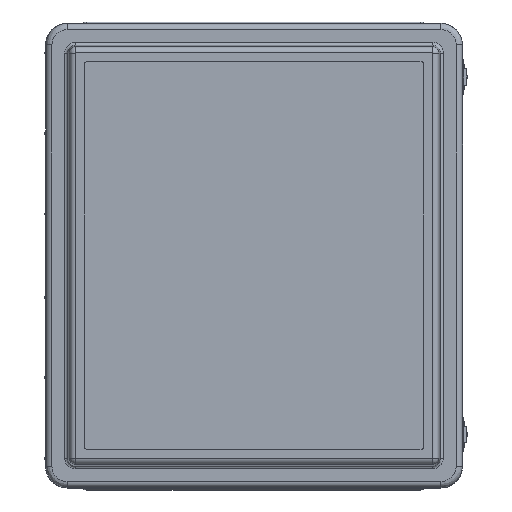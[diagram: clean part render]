
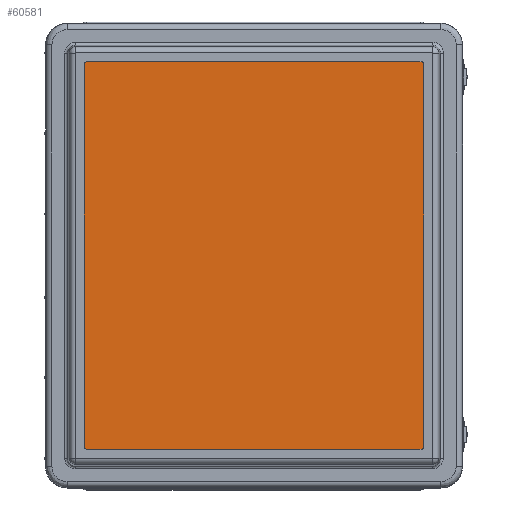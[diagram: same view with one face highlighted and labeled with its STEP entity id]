
A CAD part, top view. The second image highlights one B-rep face of the part: STEP entity #60581.
In plain terms, the highlighted planar face has unit normal (0, 0, 1).
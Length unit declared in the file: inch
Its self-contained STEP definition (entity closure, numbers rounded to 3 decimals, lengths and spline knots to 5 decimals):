
#749 = CARTESIAN_POINT ( 'NONE',  ( 7.14037, -8., 2.07939 ) ) ;
#2509 = DIRECTION ( 'NONE',  ( 0., 0., -1. ) ) ;
#3098 = CIRCLE ( 'NONE', #14247, 0.125 ) ;
#7023 = VECTOR ( 'NONE', #78901, 39.37008 ) ;
#8985 = ORIENTED_EDGE ( 'NONE', *, *, #53017, .F. ) ;
#11372 = VERTEX_POINT ( 'NONE', #76537 ) ;
#11687 = EDGE_CURVE ( 'NONE', #55390, #57022, #63203, .T. ) ;
#12198 = DIRECTION ( 'NONE',  ( -1., 0., 0. ) ) ;
#13493 = VECTOR ( 'NONE', #13604, 39.37008 ) ;
#13572 = AXIS2_PLACEMENT_3D ( 'NONE', #69601, #63941, #33077 ) ;
#13604 = DIRECTION ( 'NONE',  ( 0., -1., 0. ) ) ;
#14173 = DIRECTION ( 'NONE',  ( 0., 1., 0. ) ) ;
#14247 = AXIS2_PLACEMENT_3D ( 'NONE', #74645, #55313, #36860 ) ;
#17140 = LINE ( 'NONE', #59822, #77434 ) ;
#20574 = PLANE ( 'NONE',  #13572 ) ;
#20671 = ORIENTED_EDGE ( 'NONE', *, *, #65992, .F. ) ;
#24771 = ORIENTED_EDGE ( 'NONE', *, *, #11687, .F. ) ;
#25699 = VERTEX_POINT ( 'NONE', #75484 ) ;
#27855 = CARTESIAN_POINT ( 'NONE',  ( 7.01537, -8.125, 2.07939 ) ) ;
#29794 = DIRECTION ( 'NONE',  ( 0., 0., -1. ) ) ;
#29877 = CARTESIAN_POINT ( 'NONE',  ( 7.14037, -8., 2.07939 ) ) ;
#30642 = AXIS2_PLACEMENT_3D ( 'NONE', #59387, #59656, #77661 ) ;
#32395 = LINE ( 'NONE', #50526, #38227 ) ;
#32832 = LINE ( 'NONE', #35990, #7023 ) ;
#33077 = DIRECTION ( 'NONE',  ( 1., 0., 0. ) ) ;
#33753 = EDGE_CURVE ( 'NONE', #38377, #55390, #32832, .T. ) ;
#34899 = DIRECTION ( 'NONE',  ( -1., 0., 0. ) ) ;
#35990 = CARTESIAN_POINT ( 'NONE',  ( 7.01537, 8.125, 2.07939 ) ) ;
#36860 = DIRECTION ( 'NONE',  ( -1., 0., 0. ) ) ;
#38227 = VECTOR ( 'NONE', #14173, 39.37008 ) ;
#38377 = VERTEX_POINT ( 'NONE', #43409 ) ;
#38950 = FACE_OUTER_BOUND ( 'NONE', #77621, .T. ) ;
#39140 = CARTESIAN_POINT ( 'NONE',  ( 7.01537, 8., 2.07939 ) ) ;
#39915 = DIRECTION ( 'NONE',  ( -1., 0., 0. ) ) ;
#40259 = ORIENTED_EDGE ( 'NONE', *, *, #78187, .F. ) ;
#41539 = CIRCLE ( 'NONE', #30642, 0.125 ) ;
#42678 = CARTESIAN_POINT ( 'NONE',  ( 7.01537, -8., 2.07939 ) ) ;
#43409 = CARTESIAN_POINT ( 'NONE',  ( -6.98463, 8.125, 2.07939 ) ) ;
#44402 = ORIENTED_EDGE ( 'NONE', *, *, #51392, .F. ) ;
#44913 = AXIS2_PLACEMENT_3D ( 'NONE', #42678, #29794, #12198 ) ;
#45383 = EDGE_CURVE ( 'NONE', #11372, #47321, #32395, .T. ) ;
#47321 = VERTEX_POINT ( 'NONE', #69452 ) ;
#50526 = CARTESIAN_POINT ( 'NONE',  ( -7.10963, 8., 2.07939 ) ) ;
#51392 = EDGE_CURVE ( 'NONE', #47321, #38377, #41539, .T. ) ;
#52418 = ORIENTED_EDGE ( 'NONE', *, *, #33753, .F. ) ;
#53017 = EDGE_CURVE ( 'NONE', #76887, #25699, #17140, .T. ) ;
#53852 = CIRCLE ( 'NONE', #44913, 0.125 ) ;
#55313 = DIRECTION ( 'NONE',  ( 0., 0., -1. ) ) ;
#55390 = VERTEX_POINT ( 'NONE', #60076 ) ;
#57022 = VERTEX_POINT ( 'NONE', #65415 ) ;
#58709 = VERTEX_POINT ( 'NONE', #29877 ) ;
#59387 = CARTESIAN_POINT ( 'NONE',  ( -6.98463, 8., 2.07939 ) ) ;
#59656 = DIRECTION ( 'NONE',  ( 0., 0., -1. ) ) ;
#59822 = CARTESIAN_POINT ( 'NONE',  ( -6.98463, -8.125, 2.07939 ) ) ;
#60076 = CARTESIAN_POINT ( 'NONE',  ( 7.01537, 8.125, 2.07939 ) ) ;
#60581 = ADVANCED_FACE ( 'NONE', ( #38950 ), #20574, .T. ) ;
#63203 = CIRCLE ( 'NONE', #71109, 0.125 ) ;
#63941 = DIRECTION ( 'NONE',  ( 0., 0., 1. ) ) ;
#64993 = ORIENTED_EDGE ( 'NONE', *, *, #45383, .F. ) ;
#65415 = CARTESIAN_POINT ( 'NONE',  ( 7.14037, 8., 2.07939 ) ) ;
#65992 = EDGE_CURVE ( 'NONE', #57022, #58709, #78660, .T. ) ;
#69452 = CARTESIAN_POINT ( 'NONE',  ( -7.10963, 8., 2.07939 ) ) ;
#69601 = CARTESIAN_POINT ( 'NONE',  ( 0.01537, 0., 2.07939 ) ) ;
#71109 = AXIS2_PLACEMENT_3D ( 'NONE', #39140, #2509, #39915 ) ;
#74645 = CARTESIAN_POINT ( 'NONE',  ( -6.98463, -8., 2.07939 ) ) ;
#75484 = CARTESIAN_POINT ( 'NONE',  ( -6.98463, -8.125, 2.07939 ) ) ;
#76537 = CARTESIAN_POINT ( 'NONE',  ( -7.10963, -8., 2.07939 ) ) ;
#76887 = VERTEX_POINT ( 'NONE', #27855 ) ;
#77434 = VECTOR ( 'NONE', #34899, 39.37008 ) ;
#77481 = ORIENTED_EDGE ( 'NONE', *, *, #78677, .F. ) ;
#77621 = EDGE_LOOP ( 'NONE', ( #20671, #24771, #52418, #44402, #64993, #77481, #8985, #40259 ) ) ;
#77661 = DIRECTION ( 'NONE',  ( -1., 0., 0. ) ) ;
#78187 = EDGE_CURVE ( 'NONE', #58709, #76887, #53852, .T. ) ;
#78660 = LINE ( 'NONE', #749, #13493 ) ;
#78677 = EDGE_CURVE ( 'NONE', #25699, #11372, #3098, .T. ) ;
#78901 = DIRECTION ( 'NONE',  ( 1., 0., 0. ) ) ;
